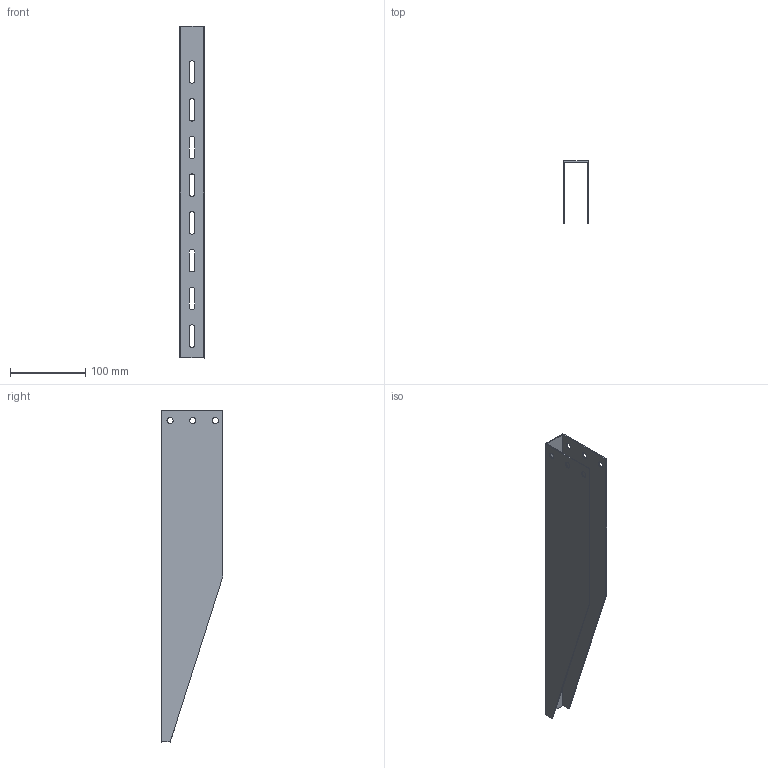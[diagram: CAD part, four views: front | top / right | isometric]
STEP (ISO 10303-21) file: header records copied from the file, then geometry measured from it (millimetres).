
FILE_DESCRIPTION(/* description */ (''),/* implementation_level */ '2;1');
FILE_NAME(/* name */ 'KBO400.ipt.stp',/* time_stamp */ '2023-05-17T16:24:25+03:00',/* author */ ('Ртищев А.О.'),/* organization */ (''),/* preprocessor_version */ 'ST-DEVELOPER v19.2',/* originating_system */ 'Autodesk Inventor 2023',/* authorisation */ '');
FILE_SCHEMA (('AUTOMOTIVE_DESIGN { 1 0 10303 214 3 1 1 }'));
Length unit declared in the file: millimetre
Products named in the file (1): Консоль без 
опоры 400 мм, KBO400
Bounding box: 33 x 81.91 x 440 mm (x, y, z)
Volume: 102054.6 mm3; surface area: 138845.3 mm2
Topology: 1 solids, 1 shells, 58 faces, 168 edges, 112 vertices
Faces by surface type: plane 36, cylinder 22
Full cylindrical faces by diameter (mm): 8.2 x6
Entity records: 2082 total; most frequent: CARTESIAN_POINT 339, ORIENTED_EDGE 336, DIRECTION 330, EDGE_CURVE 168, LINE 124, VECTOR 124, VERTEX_POINT 112, AXIS2_PLACEMENT_3D 103
